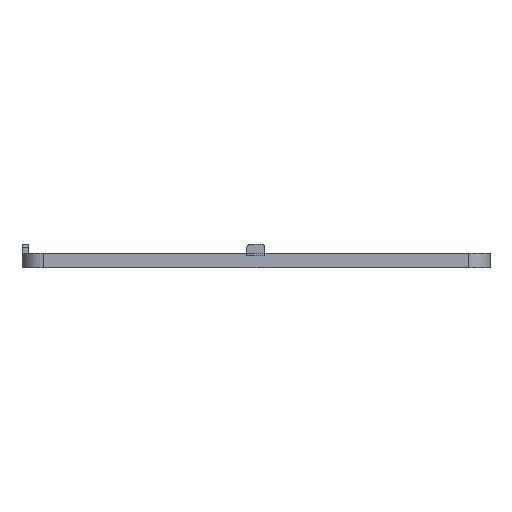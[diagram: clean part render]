
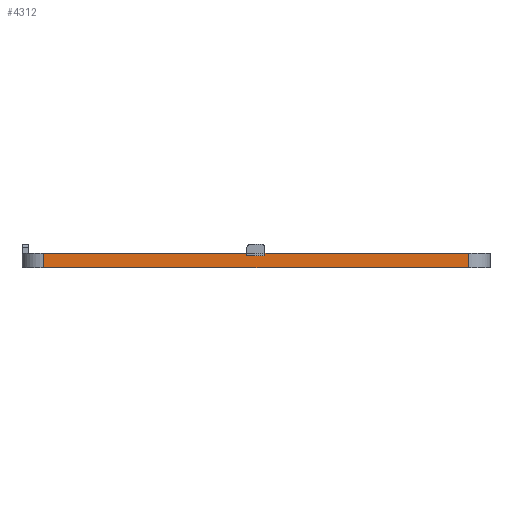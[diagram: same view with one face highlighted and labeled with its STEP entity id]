
A CAD part, left-side view. The second image highlights one B-rep face of the part: STEP entity #4312.
In plain terms, the highlighted planar face has unit normal (-1, 0, 0).
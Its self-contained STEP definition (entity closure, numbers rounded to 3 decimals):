
#49 = PLANE('',#50);
#50 = AXIS2_PLACEMENT_3D('',#51,#52,#53);
#51 = CARTESIAN_POINT('',(59.,39.,0.));
#52 = DIRECTION('',(0.,0.,1.));
#53 = DIRECTION('',(1.,0.,0.));
#220 = VERTEX_POINT('',#221);
#221 = CARTESIAN_POINT('',(0.,74.4,0.));
#236 = CYLINDRICAL_SURFACE('',#237,3.6);
#237 = AXIS2_PLACEMENT_3D('',#238,#239,#240);
#238 = CARTESIAN_POINT('',(3.6,74.4,0.));
#239 = DIRECTION('',(-0.,-0.,-1.));
#240 = DIRECTION('',(1.,0.,0.));
#248 = EDGE_CURVE('',#220,#249,#251,.T.);
#249 = VERTEX_POINT('',#250);
#250 = CARTESIAN_POINT('',(0.,3.6,0.));
#251 = SURFACE_CURVE('',#252,(#256,#263),.PCURVE_S1.);
#252 = LINE('',#253,#254);
#253 = CARTESIAN_POINT('',(0.,74.4,0.));
#254 = VECTOR('',#255,1.);
#255 = DIRECTION('',(0.,-1.,0.));
#256 = PCURVE('',#49,#257);
#257 = DEFINITIONAL_REPRESENTATION('',(#258),#262);
#258 = LINE('',#259,#260);
#259 = CARTESIAN_POINT('',(-59.,35.4));
#260 = VECTOR('',#261,1.);
#261 = DIRECTION('',(0.,-1.));
#262 = ( GEOMETRIC_REPRESENTATION_CONTEXT(2) 
PARAMETRIC_REPRESENTATION_CONTEXT() REPRESENTATION_CONTEXT('2D SPACE',''
  ) );
#263 = PCURVE('',#264,#269);
#264 = PLANE('',#265);
#265 = AXIS2_PLACEMENT_3D('',#266,#267,#268);
#266 = CARTESIAN_POINT('',(0.,74.4,0.));
#267 = DIRECTION('',(1.,0.,0.));
#268 = DIRECTION('',(0.,-1.,0.));
#269 = DEFINITIONAL_REPRESENTATION('',(#270),#274);
#270 = LINE('',#271,#272);
#271 = CARTESIAN_POINT('',(0.,0.));
#272 = VECTOR('',#273,1.);
#273 = DIRECTION('',(1.,0.));
#274 = ( GEOMETRIC_REPRESENTATION_CONTEXT(2) 
PARAMETRIC_REPRESENTATION_CONTEXT() REPRESENTATION_CONTEXT('2D SPACE',''
  ) );
#291 = CYLINDRICAL_SURFACE('',#292,3.6);
#292 = AXIS2_PLACEMENT_3D('',#293,#294,#295);
#293 = CARTESIAN_POINT('',(3.6,3.6,0.));
#294 = DIRECTION('',(-0.,-0.,-1.));
#295 = DIRECTION('',(1.,0.,0.));
#3766 = PLANE('',#3767);
#3767 = AXIS2_PLACEMENT_3D('',#3768,#3769,#3770);
#3768 = CARTESIAN_POINT('',(59.,39.,2.4));
#3769 = DIRECTION('',(0.,0.,1.));
#3770 = DIRECTION('',(1.,0.,0.));
#4230 = PLANE('',#4231);
#4231 = AXIS2_PLACEMENT_3D('',#4232,#4233,#4234);
#4232 = CARTESIAN_POINT('',(59.,39.,2.4));
#4233 = DIRECTION('',(0.,0.,1.));
#4234 = DIRECTION('',(1.,0.,0.));
#4268 = VERTEX_POINT('',#4269);
#4269 = CARTESIAN_POINT('',(0.,74.4,2.4));
#4291 = EDGE_CURVE('',#220,#4268,#4292,.T.);
#4292 = SURFACE_CURVE('',#4293,(#4297,#4304),.PCURVE_S1.);
#4293 = LINE('',#4294,#4295);
#4294 = CARTESIAN_POINT('',(0.,74.4,0.));
#4295 = VECTOR('',#4296,1.);
#4296 = DIRECTION('',(0.,0.,1.));
#4297 = PCURVE('',#236,#4298);
#4298 = DEFINITIONAL_REPRESENTATION('',(#4299),#4303);
#4299 = LINE('',#4300,#4301);
#4300 = CARTESIAN_POINT('',(-3.142,0.));
#4301 = VECTOR('',#4302,1.);
#4302 = DIRECTION('',(-0.,-1.));
#4303 = ( GEOMETRIC_REPRESENTATION_CONTEXT(2) 
PARAMETRIC_REPRESENTATION_CONTEXT() REPRESENTATION_CONTEXT('2D SPACE',''
  ) );
#4304 = PCURVE('',#264,#4305);
#4305 = DEFINITIONAL_REPRESENTATION('',(#4306),#4310);
#4306 = LINE('',#4307,#4308);
#4307 = CARTESIAN_POINT('',(0.,0.));
#4308 = VECTOR('',#4309,1.);
#4309 = DIRECTION('',(0.,-1.));
#4310 = ( GEOMETRIC_REPRESENTATION_CONTEXT(2) 
PARAMETRIC_REPRESENTATION_CONTEXT() REPRESENTATION_CONTEXT('2D SPACE',''
  ) );
#4312 = ADVANCED_FACE('',(#4313),#264,.F.);
#4313 = FACE_BOUND('',#4314,.F.);
#4314 = EDGE_LOOP('',(#4315,#4316,#4317,#4340,#4368,#4391,#4414,#4437));
#4315 = ORIENTED_EDGE('',*,*,#248,.F.);
#4316 = ORIENTED_EDGE('',*,*,#4291,.T.);
#4317 = ORIENTED_EDGE('',*,*,#4318,.T.);
#4318 = EDGE_CURVE('',#4268,#4319,#4321,.T.);
#4319 = VERTEX_POINT('',#4320);
#4320 = CARTESIAN_POINT('',(0.,40.5,2.4));
#4321 = SURFACE_CURVE('',#4322,(#4326,#4333),.PCURVE_S1.);
#4322 = LINE('',#4323,#4324);
#4323 = CARTESIAN_POINT('',(0.,74.4,2.4));
#4324 = VECTOR('',#4325,1.);
#4325 = DIRECTION('',(0.,-1.,0.));
#4326 = PCURVE('',#264,#4327);
#4327 = DEFINITIONAL_REPRESENTATION('',(#4328),#4332);
#4328 = LINE('',#4329,#4330);
#4329 = CARTESIAN_POINT('',(0.,-2.4));
#4330 = VECTOR('',#4331,1.);
#4331 = DIRECTION('',(1.,0.));
#4332 = ( GEOMETRIC_REPRESENTATION_CONTEXT(2) 
PARAMETRIC_REPRESENTATION_CONTEXT() REPRESENTATION_CONTEXT('2D SPACE',''
  ) );
#4333 = PCURVE('',#4230,#4334);
#4334 = DEFINITIONAL_REPRESENTATION('',(#4335),#4339);
#4335 = LINE('',#4336,#4337);
#4336 = CARTESIAN_POINT('',(-59.,35.4));
#4337 = VECTOR('',#4338,1.);
#4338 = DIRECTION('',(0.,-1.));
#4339 = ( GEOMETRIC_REPRESENTATION_CONTEXT(2) 
PARAMETRIC_REPRESENTATION_CONTEXT() REPRESENTATION_CONTEXT('2D SPACE',''
  ) );
#4340 = ORIENTED_EDGE('',*,*,#4341,.F.);
#4341 = EDGE_CURVE('',#4342,#4319,#4344,.T.);
#4342 = VERTEX_POINT('',#4343);
#4343 = CARTESIAN_POINT('',(0.,40.5,2.));
#4344 = SURFACE_CURVE('',#4345,(#4349,#4356),.PCURVE_S1.);
#4345 = LINE('',#4346,#4347);
#4346 = CARTESIAN_POINT('',(0.,40.5,2.));
#4347 = VECTOR('',#4348,1.);
#4348 = DIRECTION('',(0.,0.,1.));
#4349 = PCURVE('',#264,#4350);
#4350 = DEFINITIONAL_REPRESENTATION('',(#4351),#4355);
#4351 = LINE('',#4352,#4353);
#4352 = CARTESIAN_POINT('',(33.9,-2.));
#4353 = VECTOR('',#4354,1.);
#4354 = DIRECTION('',(0.,-1.));
#4355 = ( GEOMETRIC_REPRESENTATION_CONTEXT(2) 
PARAMETRIC_REPRESENTATION_CONTEXT() REPRESENTATION_CONTEXT('2D SPACE',''
  ) );
#4356 = PCURVE('',#4357,#4362);
#4357 = PLANE('',#4358);
#4358 = AXIS2_PLACEMENT_3D('',#4359,#4360,#4361);
#4359 = CARTESIAN_POINT('',(0.,74.4,0.));
#4360 = DIRECTION('',(1.,0.,0.));
#4361 = DIRECTION('',(0.,-1.,0.));
#4362 = DEFINITIONAL_REPRESENTATION('',(#4363),#4367);
#4363 = LINE('',#4364,#4365);
#4364 = CARTESIAN_POINT('',(33.9,-2.));
#4365 = VECTOR('',#4366,1.);
#4366 = DIRECTION('',(0.,-1.));
#4367 = ( GEOMETRIC_REPRESENTATION_CONTEXT(2) 
PARAMETRIC_REPRESENTATION_CONTEXT() REPRESENTATION_CONTEXT('2D SPACE',''
  ) );
#4368 = ORIENTED_EDGE('',*,*,#4369,.F.);
#4369 = EDGE_CURVE('',#4370,#4342,#4372,.T.);
#4370 = VERTEX_POINT('',#4371);
#4371 = CARTESIAN_POINT('',(0.,37.5,2.));
#4372 = SURFACE_CURVE('',#4373,(#4377,#4384),.PCURVE_S1.);
#4373 = LINE('',#4374,#4375);
#4374 = CARTESIAN_POINT('',(0.,37.5,2.));
#4375 = VECTOR('',#4376,1.);
#4376 = DIRECTION('',(0.,1.,0.));
#4377 = PCURVE('',#264,#4378);
#4378 = DEFINITIONAL_REPRESENTATION('',(#4379),#4383);
#4379 = LINE('',#4380,#4381);
#4380 = CARTESIAN_POINT('',(36.9,-2.));
#4381 = VECTOR('',#4382,1.);
#4382 = DIRECTION('',(-1.,0.));
#4383 = ( GEOMETRIC_REPRESENTATION_CONTEXT(2) 
PARAMETRIC_REPRESENTATION_CONTEXT() REPRESENTATION_CONTEXT('2D SPACE',''
  ) );
#4384 = PCURVE('',#4357,#4385);
#4385 = DEFINITIONAL_REPRESENTATION('',(#4386),#4390);
#4386 = LINE('',#4387,#4388);
#4387 = CARTESIAN_POINT('',(36.9,-2.));
#4388 = VECTOR('',#4389,1.);
#4389 = DIRECTION('',(-1.,0.));
#4390 = ( GEOMETRIC_REPRESENTATION_CONTEXT(2) 
PARAMETRIC_REPRESENTATION_CONTEXT() REPRESENTATION_CONTEXT('2D SPACE',''
  ) );
#4391 = ORIENTED_EDGE('',*,*,#4392,.F.);
#4392 = EDGE_CURVE('',#4393,#4370,#4395,.T.);
#4393 = VERTEX_POINT('',#4394);
#4394 = CARTESIAN_POINT('',(0.,37.5,2.4));
#4395 = SURFACE_CURVE('',#4396,(#4400,#4407),.PCURVE_S1.);
#4396 = LINE('',#4397,#4398);
#4397 = CARTESIAN_POINT('',(0.,37.5,3.4));
#4398 = VECTOR('',#4399,1.);
#4399 = DIRECTION('',(-0.,-0.,-1.));
#4400 = PCURVE('',#264,#4401);
#4401 = DEFINITIONAL_REPRESENTATION('',(#4402),#4406);
#4402 = LINE('',#4403,#4404);
#4403 = CARTESIAN_POINT('',(36.9,-3.4));
#4404 = VECTOR('',#4405,1.);
#4405 = DIRECTION('',(0.,1.));
#4406 = ( GEOMETRIC_REPRESENTATION_CONTEXT(2) 
PARAMETRIC_REPRESENTATION_CONTEXT() REPRESENTATION_CONTEXT('2D SPACE',''
  ) );
#4407 = PCURVE('',#4357,#4408);
#4408 = DEFINITIONAL_REPRESENTATION('',(#4409),#4413);
#4409 = LINE('',#4410,#4411);
#4410 = CARTESIAN_POINT('',(36.9,-3.4));
#4411 = VECTOR('',#4412,1.);
#4412 = DIRECTION('',(0.,1.));
#4413 = ( GEOMETRIC_REPRESENTATION_CONTEXT(2) 
PARAMETRIC_REPRESENTATION_CONTEXT() REPRESENTATION_CONTEXT('2D SPACE',''
  ) );
#4414 = ORIENTED_EDGE('',*,*,#4415,.T.);
#4415 = EDGE_CURVE('',#4393,#4416,#4418,.T.);
#4416 = VERTEX_POINT('',#4417);
#4417 = CARTESIAN_POINT('',(0.,3.6,2.4));
#4418 = SURFACE_CURVE('',#4419,(#4423,#4430),.PCURVE_S1.);
#4419 = LINE('',#4420,#4421);
#4420 = CARTESIAN_POINT('',(0.,74.4,2.4));
#4421 = VECTOR('',#4422,1.);
#4422 = DIRECTION('',(0.,-1.,0.));
#4423 = PCURVE('',#264,#4424);
#4424 = DEFINITIONAL_REPRESENTATION('',(#4425),#4429);
#4425 = LINE('',#4426,#4427);
#4426 = CARTESIAN_POINT('',(0.,-2.4));
#4427 = VECTOR('',#4428,1.);
#4428 = DIRECTION('',(1.,0.));
#4429 = ( GEOMETRIC_REPRESENTATION_CONTEXT(2) 
PARAMETRIC_REPRESENTATION_CONTEXT() REPRESENTATION_CONTEXT('2D SPACE',''
  ) );
#4430 = PCURVE('',#3766,#4431);
#4431 = DEFINITIONAL_REPRESENTATION('',(#4432),#4436);
#4432 = LINE('',#4433,#4434);
#4433 = CARTESIAN_POINT('',(-59.,35.4));
#4434 = VECTOR('',#4435,1.);
#4435 = DIRECTION('',(0.,-1.));
#4436 = ( GEOMETRIC_REPRESENTATION_CONTEXT(2) 
PARAMETRIC_REPRESENTATION_CONTEXT() REPRESENTATION_CONTEXT('2D SPACE',''
  ) );
#4437 = ORIENTED_EDGE('',*,*,#4438,.F.);
#4438 = EDGE_CURVE('',#249,#4416,#4439,.T.);
#4439 = SURFACE_CURVE('',#4440,(#4444,#4451),.PCURVE_S1.);
#4440 = LINE('',#4441,#4442);
#4441 = CARTESIAN_POINT('',(0.,3.6,0.));
#4442 = VECTOR('',#4443,1.);
#4443 = DIRECTION('',(0.,0.,1.));
#4444 = PCURVE('',#264,#4445);
#4445 = DEFINITIONAL_REPRESENTATION('',(#4446),#4450);
#4446 = LINE('',#4447,#4448);
#4447 = CARTESIAN_POINT('',(70.8,0.));
#4448 = VECTOR('',#4449,1.);
#4449 = DIRECTION('',(0.,-1.));
#4450 = ( GEOMETRIC_REPRESENTATION_CONTEXT(2) 
PARAMETRIC_REPRESENTATION_CONTEXT() REPRESENTATION_CONTEXT('2D SPACE',''
  ) );
#4451 = PCURVE('',#291,#4452);
#4452 = DEFINITIONAL_REPRESENTATION('',(#4453),#4457);
#4453 = LINE('',#4454,#4455);
#4454 = CARTESIAN_POINT('',(-3.142,0.));
#4455 = VECTOR('',#4456,1.);
#4456 = DIRECTION('',(-0.,-1.));
#4457 = ( GEOMETRIC_REPRESENTATION_CONTEXT(2) 
PARAMETRIC_REPRESENTATION_CONTEXT() REPRESENTATION_CONTEXT('2D SPACE',''
  ) );
